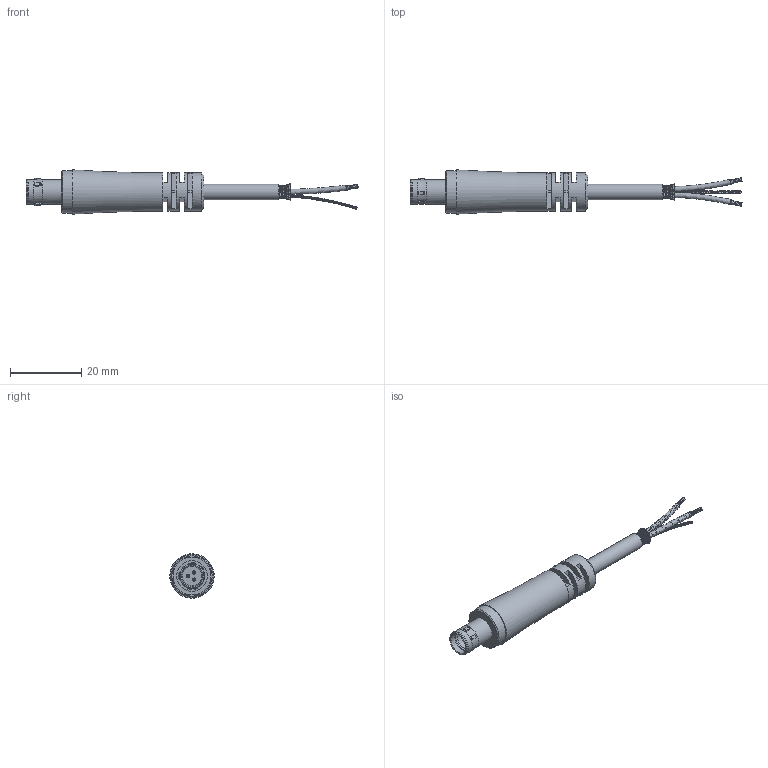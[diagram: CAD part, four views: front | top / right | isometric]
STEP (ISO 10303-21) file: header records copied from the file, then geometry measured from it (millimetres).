
FILE_DESCRIPTION(/* description */ (''),/* implementation_level */ '2;1');
FILE_NAME(/* name */ 'C644.stp',/* time_stamp */ '2024-06-11T08:19:59-04:00',/* author */ ('cthayer'),/* organization */ (''),/* preprocessor_version */ 'ST-DEVELOPER v19',/* originating_system */ 'Autodesk Inventor 2023',/* authorisation */ '');
FILE_SCHEMA (('AUTOMOTIVE_DESIGN { 1 0 10303 214 3 1 1 }'));
Products named in the file (5): C644; A10YAR-P03XJG0-0000; CBP11202; TOL10611; CBP10090
Assembly tree (4 placements, depth 2):
  C644
    A10YAR-P03XJG0-0000
    CBP11202
    TOL10611
    CBP10090
Bounding box: 93.07 x 12.41 x 12.41 mm (x, y, z)
Volume: 4621.3 mm3; surface area: 6323.4 mm2
Topology: 42 solids, 42 shells, 997 faces, 3558 edges, 2250 vertices
Faces by surface type: bspline 495, plane 316, cylinder 133, torus 31, cone 19, sphere 3
Full cylindrical faces by diameter (mm): 0.127 x19, 0.203 x38, 0.85 x3, 0.9 x3, 0.92 x3, 1.2 x3, 1.5 x4, 1.54 x3, 1.62 x3, 3.404 x1, 3.531 x1, 3.569 x2, 4.445 x2, 4.6 x1, 4.7 x1, 5.55 x3, 5.71 x1, 5.9 x1, 7 x2, 7.2 x2, 7.214 x1, 7.708 x1, 7.976 x1, 8.2 x1, 8.6 x1, 9.271 x2, 9.779 x3, 10.6 x1, 10.75 x1, 11.9 x1
Entity records: 71698 total; most frequent: CARTESIAN_POINT 43384, ORIENTED_EDGE 7028, DIRECTION 4515, EDGE_CURVE 3514, VERTEX_POINT 2250, AXIS2_PLACEMENT_3D 2106, B_SPLINE_CURVE_WITH_KNOTS 1617, CIRCLE 1570
